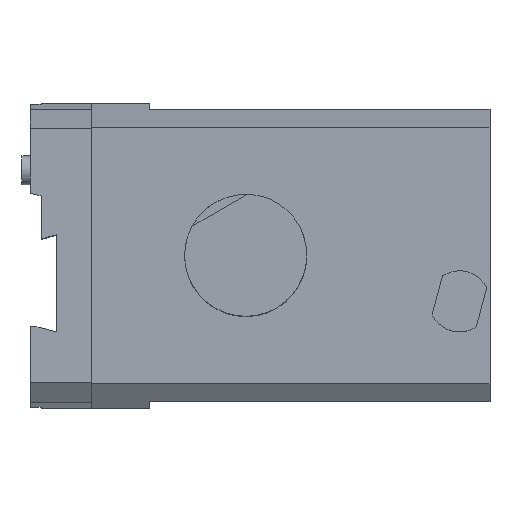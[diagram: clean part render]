
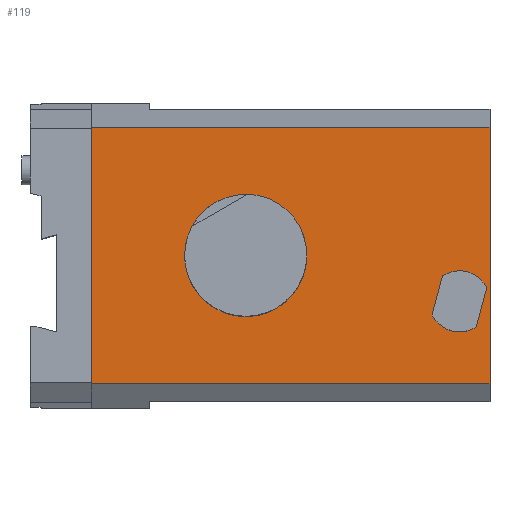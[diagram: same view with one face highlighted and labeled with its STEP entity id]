
A CAD part, top view. The second image highlights one B-rep face of the part: STEP entity #119.
In plain terms, the highlighted planar face has unit normal (0, 0, 1).
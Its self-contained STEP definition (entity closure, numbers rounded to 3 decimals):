
#48=FACE_BOUND('',#282,.T.);
#49=FACE_BOUND('',#283,.T.);
#50=FACE_BOUND('',#284,.T.);
#60=CIRCLE('',#1157,20.);
#64=CIRCLE('',#1181,10.);
#66=CIRCLE('',#1185,10.);
#119=ADVANCED_FACE('',(#48,#49,#50),#169,.T.);
#169=PLANE('',#1211);
#282=EDGE_LOOP('',(#549,#550,#551,#552));
#283=EDGE_LOOP('',(#553,#554,#555,#556));
#284=EDGE_LOOP('',(#557));
#549=ORIENTED_EDGE('',*,*,#795,.T.);
#550=ORIENTED_EDGE('',*,*,#834,.F.);
#551=ORIENTED_EDGE('',*,*,#793,.F.);
#552=ORIENTED_EDGE('',*,*,#837,.T.);
#553=ORIENTED_EDGE('',*,*,#804,.T.);
#554=ORIENTED_EDGE('',*,*,#808,.T.);
#555=ORIENTED_EDGE('',*,*,#811,.T.);
#556=ORIENTED_EDGE('',*,*,#814,.T.);
#557=ORIENTED_EDGE('',*,*,#750,.F.);
#644=VERTEX_POINT('',#1630);
#668=VERTEX_POINT('',#1711);
#669=VERTEX_POINT('',#1713);
#670=VERTEX_POINT('',#1717);
#671=VERTEX_POINT('',#1718);
#677=VERTEX_POINT('',#1736);
#678=VERTEX_POINT('',#1737);
#681=VERTEX_POINT('',#1745);
#683=VERTEX_POINT('',#1751);
#750=EDGE_CURVE('',#644,#644,#60,.T.);
#793=EDGE_CURVE('',#668,#669,#931,.T.);
#795=EDGE_CURVE('',#670,#671,#933,.T.);
#804=EDGE_CURVE('',#677,#678,#64,.T.);
#808=EDGE_CURVE('',#678,#681,#944,.T.);
#811=EDGE_CURVE('',#681,#683,#66,.T.);
#814=EDGE_CURVE('',#683,#677,#948,.T.);
#834=EDGE_CURVE('',#669,#671,#966,.T.);
#837=EDGE_CURVE('',#668,#670,#969,.T.);
#931=LINE('',#1712,#1063);
#933=LINE('',#1716,#1065);
#944=LINE('',#1744,#1076);
#948=LINE('',#1756,#1080);
#966=LINE('',#1803,#1098);
#969=LINE('',#1808,#1101);
#1063=VECTOR('',#1380,1.);
#1065=VECTOR('',#1384,1.);
#1076=VECTOR('',#1407,1.);
#1080=VECTOR('',#1419,1.);
#1098=VECTOR('',#1481,1.);
#1101=VECTOR('',#1486,1.);
#1157=AXIS2_PLACEMENT_3D('',#1629,#1302,#1303);
#1181=AXIS2_PLACEMENT_3D('',#1735,#1399,#1400);
#1185=AXIS2_PLACEMENT_3D('',#1750,#1412,#1413);
#1211=AXIS2_PLACEMENT_3D('',#1809,#1487,#1488);
#1302=DIRECTION('',(0.,0.,1.));
#1303=DIRECTION('',(1.,0.,0.));
#1380=DIRECTION('',(-1.,0.,0.));
#1384=DIRECTION('',(-1.,0.,0.));
#1399=DIRECTION('',(0.,0.,-1.));
#1400=DIRECTION('',(1.,0.,0.));
#1407=DIRECTION('',(0.259,0.966,0.));
#1412=DIRECTION('',(0.,0.,-1.));
#1413=DIRECTION('',(1.,0.,0.));
#1419=DIRECTION('',(-0.259,-0.966,0.));
#1481=DIRECTION('',(0.,1.,0.));
#1486=DIRECTION('',(0.,1.,0.));
#1487=DIRECTION('',(0.,0.,1.));
#1488=DIRECTION('',(1.,0.,0.));
#1629=CARTESIAN_POINT('',(0.,0.,0.));
#1630=CARTESIAN_POINT('',(20.,0.,0.));
#1711=CARTESIAN_POINT('',(80.,-42.,0.));
#1712=CARTESIAN_POINT('',(112.026,-42.,0.));
#1713=CARTESIAN_POINT('',(-50.5,-42.,0.));
#1716=CARTESIAN_POINT('',(112.026,42.,0.));
#1717=CARTESIAN_POINT('',(80.,42.,0.));
#1718=CARTESIAN_POINT('',(-50.5,42.,0.));
#1735=CARTESIAN_POINT('',(70.,-15.,0.));
#1736=CARTESIAN_POINT('',(75.533,-23.33,0.));
#1737=CARTESIAN_POINT('',(61.044,-19.448,0.));
#1744=CARTESIAN_POINT('',(61.044,-19.448,0.));
#1745=CARTESIAN_POINT('',(64.467,-6.67,0.));
#1750=CARTESIAN_POINT('',(70.,-15.,0.));
#1751=CARTESIAN_POINT('',(78.956,-10.552,0.));
#1756=CARTESIAN_POINT('',(78.956,-10.552,0.));
#1803=CARTESIAN_POINT('',(-50.5,-50.,0.));
#1808=CARTESIAN_POINT('',(80.,-50.,0.));
#1809=CARTESIAN_POINT('',(-50.5,-50.,0.));
